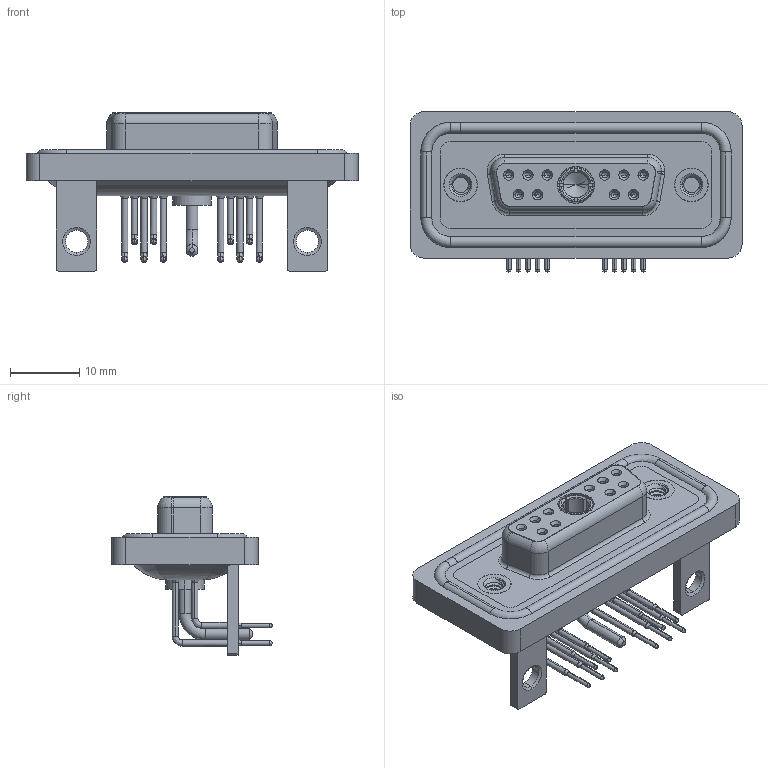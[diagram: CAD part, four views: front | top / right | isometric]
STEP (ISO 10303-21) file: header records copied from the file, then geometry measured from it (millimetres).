
FILE_DESCRIPTION (( 'STEP AP203' ), '1' );
FILE_NAME ('630W11W1140-1N4.STEP', '2020-09-17T17:37:32', ( '' ), ( '' ), 'SwSTEP 2.0', 'SolidWorks 2020', '' );
FILE_SCHEMA (( 'CONFIG_CONTROL_DESIGN' ));
Length unit declared in the file: millimetre
Products named in the file (10): 630Combo Contact Row 1_50 Contacts; 630W11W1140-1N4; 630Combo Shell Rear_15 Contacts; 630Combo Shell Front_15 Contacts; Power Socket_10A RA; 630Combo Waterproof Housing_15 Contacts; 630Combo Stabilizer Bracket_50 Contacts; 630Combo Housing_11W1; 630Combo Contact Row 2_50 Contacts; 630Combo Threaded Rivet_2
Assembly tree (19 placements, depth 2):
  630W11W1140-1N4
    630Combo Housing_11W1
    630Combo Shell Front_15 Contacts
    630Combo Shell Rear_15 Contacts
    630Combo Threaded Rivet_2  x2
    630Combo Stabilizer Bracket_50 Contacts  x2
    Power Socket_10A RA
    630Combo Contact Row 1_50 Contacts  x6
    630Combo Contact Row 2_50 Contacts  x4
    630Combo Waterproof Housing_15 Contacts
Bounding box: 47.9 x 23.12 x 22.8 mm (x, y, z)
Volume: 6526.4 mm3; surface area: 11155.4 mm2
Topology: 21 solids, 21 shells, 1042 faces, 2641 edges, 1665 vertices
Faces by surface type: cylinder 467, plane 304, cone 143, torus 77, bspline 51
Entity records: 23183 total; most frequent: CARTESIAN_POINT 5736, DIRECTION 3610, ORIENTED_EDGE 3248, EDGE_CURVE 1624, AXIS2_PLACEMENT_3D 1464, VERTEX_POINT 1035, CIRCLE 793, EDGE_LOOP 761
